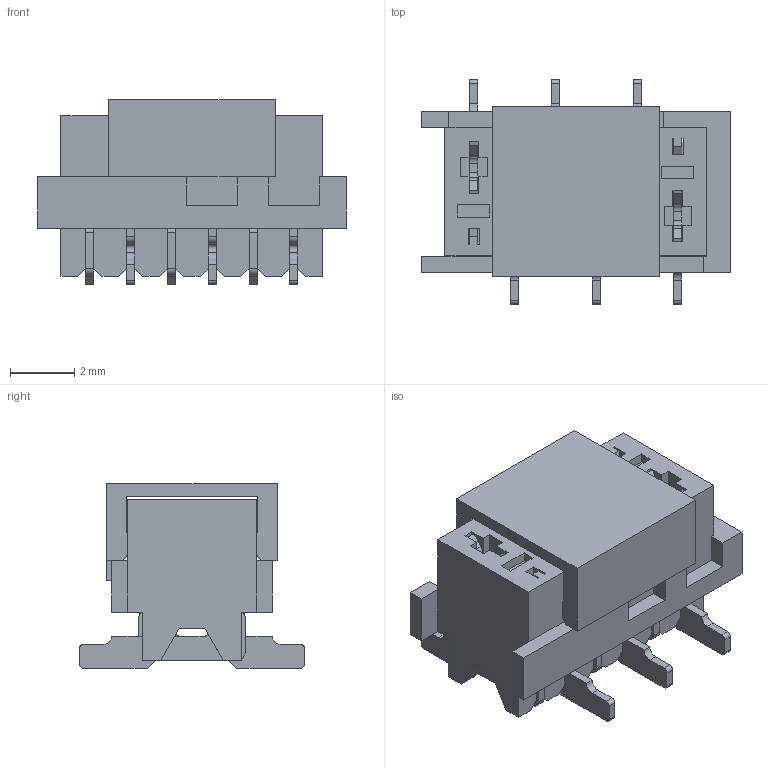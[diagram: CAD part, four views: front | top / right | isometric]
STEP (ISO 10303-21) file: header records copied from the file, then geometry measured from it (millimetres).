
FILE_DESCRIPTION(/* description */ ('Unknown'),/* implementation_level */ '2;1');
FILE_NAME(/* name */ 'J_Wurth_WR-MM_690367280676',/* time_stamp */ '2025-05-08T09:20:27+08:00',/* author */ ('Unknown'),/* organization */ ('Unknown'),/* preprocessor_version */ 'ST-DEVELOPER v19.4',/* originating_system */ 'Solid Edge',/* authorisation */ 'Unknown');
FILE_SCHEMA (('AUTOMOTIVE_DESIGN {1 0 10303 214 3 1 1}'));
Length unit declared in the file: millimetre
Products named in the file (2): J_Wurth_WR-MM_690367280676
Assembly tree (1 placements, depth 2):
  J_Wurth_WR-MM_690367280676
    J_Wurth_WR-MM_690367280676
Bounding box: 9.62 x 7 x 5.75 mm (x, y, z)
Volume: 170.4 mm3; surface area: 591.2 mm2
Topology: 1 solids, 1 shells, 545 faces, 1666 edges, 1067 vertices
Faces by surface type: plane 449, cylinder 96
Entity records: 22304 total; most frequent: ORIENTED_EDGE 3332, CARTESIAN_POINT 3280, DIRECTION 2988, EDGE_CURVE 1666, LINE 1438, VECTOR 1438, VERTEX_POINT 1067, AXIS2_PLACEMENT_3D 775
